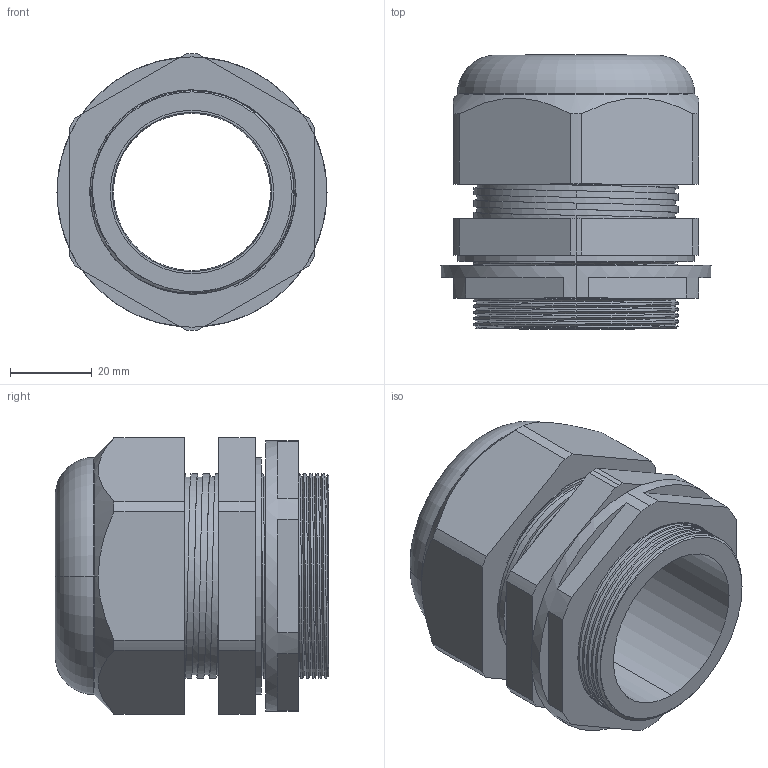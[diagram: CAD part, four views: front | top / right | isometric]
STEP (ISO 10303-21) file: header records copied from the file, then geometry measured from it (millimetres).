
FILE_DESCRIPTION (( 'STEP AP203' ), '1' );
FILE_NAME ('BM-ENX-26-W.step', '2016-02-11T13:26:21', ( '' ), ( '' ), 'SwSTEP 2.0', 'SolidWorks 2015', '' );
FILE_SCHEMA (( 'CONFIG_CONTROL_DESIGN' ));
Length unit declared in the file: millimetre
Products named in the file (1): BM-ENX-26-W
Bounding box: 66.1 x 67 x 67.7 mm (x, y, z)
Volume: 99233.1 mm3; surface area: 55543.7 mm2
Topology: 5 solids, 5 shells, 257 faces, 725 edges, 482 vertices
Faces by surface type: plane 140, cylinder 98, bspline 10, cone 5, torus 4
Entity records: 13582 total; most frequent: CARTESIAN_POINT 7121, ORIENTED_EDGE 1450, DIRECTION 1266, EDGE_CURVE 725, VERTEX_POINT 482, AXIS2_PLACEMENT_3D 455, LINE 356, VECTOR 356
